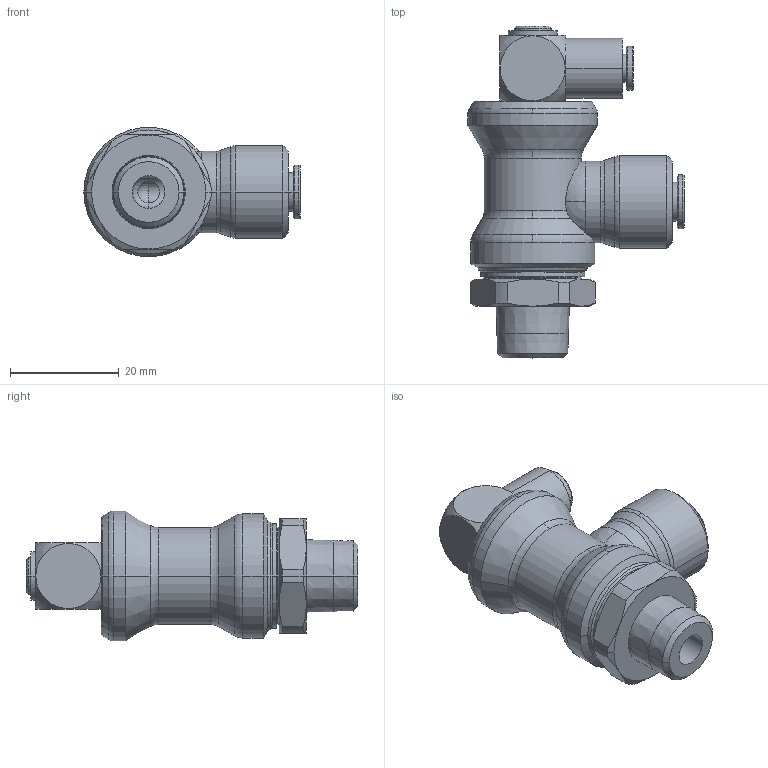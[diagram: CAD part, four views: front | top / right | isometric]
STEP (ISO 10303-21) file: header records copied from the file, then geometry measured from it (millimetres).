
FILE_DESCRIPTION(('STEP AP214'),'1');
FILE_NAME('7885_06_13.stp','2016-07-07T14:58:12',('TraceParts'),('TraceParts S.A.'),'Spatial InterOp 3D',' ',' ');
FILE_SCHEMA(('automotive_design'));
Length unit declared in the file: millimetre
Products named in the file (1): 1
Bounding box: 39.77 x 61.05 x 23.83 mm (x, y, z)
Volume: 18369.3 mm3; surface area: 7539.1 mm2
Topology: 1 solids, 1 shells, 146 faces, 360 edges, 223 vertices
Faces by surface type: cone 50, cylinder 42, plane 27, torus 20, sphere 7
Entity records: 4698 total; most frequent: CARTESIAN_POINT 1162, DIRECTION 833, ORIENTED_EDGE 704, AXIS2_PLACEMENT_3D 374, EDGE_CURVE 352, VERTEX_POINT 223, CIRCLE 223, EDGE_LOOP 163
